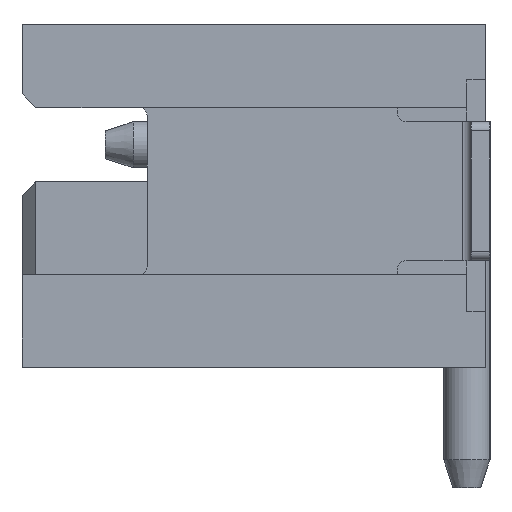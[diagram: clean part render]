
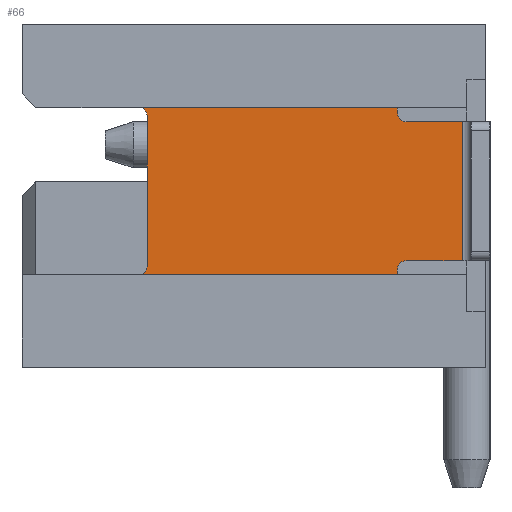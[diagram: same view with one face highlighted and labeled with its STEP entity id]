
A CAD part, left-side view. The second image highlights one B-rep face of the part: STEP entity #66.
In plain terms, the highlighted planar face has unit normal (-1, 0, 0).
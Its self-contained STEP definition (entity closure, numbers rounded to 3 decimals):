
#66 = ADVANCED_FACE ( 'NONE', ( #5517 ), #7329, .T. ) ;
#104 = CARTESIAN_POINT ( 'NONE',  ( -10., 0.95, 0.9 ) ) ;
#350 = VECTOR ( 'NONE', #1875, 1000. ) ;
#355 = VERTEX_POINT ( 'NONE', #1376 ) ;
#441 = LINE ( 'NONE', #9477, #5795 ) ;
#571 = VERTEX_POINT ( 'NONE', #11196 ) ;
#691 = VERTEX_POINT ( 'NONE', #11544 ) ;
#764 = CARTESIAN_POINT ( 'NONE',  ( -10., 0.95, 0.95 ) ) ;
#783 = ORIENTED_EDGE ( 'NONE', *, *, #7570, .T. ) ;
#817 = CARTESIAN_POINT ( 'NONE',  ( -10., 0.95, 0.95 ) ) ;
#838 = ORIENTED_EDGE ( 'NONE', *, *, #4537, .T. ) ;
#882 = CARTESIAN_POINT ( 'NONE',  ( -10., 0.85, 0.8 ) ) ;
#1103 = DIRECTION ( 'NONE',  ( 0., 1., 0. ) ) ;
#1202 = EDGE_CURVE ( 'NONE', #5746, #3053, #2688, .T. ) ;
#1253 = DIRECTION ( 'NONE',  ( 0., 0., 1. ) ) ;
#1340 = EDGE_CURVE ( 'NONE', #6858, #691, #9042, .T. ) ;
#1370 = CARTESIAN_POINT ( 'NONE',  ( -10., 0.85, -0.7 ) ) ;
#1376 = CARTESIAN_POINT ( 'NONE',  ( -10., 0.95, -0.85 ) ) ;
#1527 = ORIENTED_EDGE ( 'NONE', *, *, #11628, .T. ) ;
#1567 = EDGE_CURVE ( 'NONE', #5746, #2203, #10176, .T. ) ;
#1875 = DIRECTION ( 'NONE',  ( 0., 0., -1. ) ) ;
#1903 = VECTOR ( 'NONE', #7851, 1000. ) ;
#2135 = DIRECTION ( 'NONE',  ( 1., 0., 0. ) ) ;
#2203 = VERTEX_POINT ( 'NONE', #5811 ) ;
#2336 = VECTOR ( 'NONE', #8822, 1000. ) ;
#2484 = AXIS2_PLACEMENT_3D ( 'NONE', #4753, #6563, #10366 ) ;
#2580 = LINE ( 'NONE', #764, #2336 ) ;
#2619 = CARTESIAN_POINT ( 'NONE',  ( -10., 0.25, 0.8 ) ) ;
#2668 = EDGE_CURVE ( 'NONE', #5352, #5466, #2580, .T. ) ;
#2688 = LINE ( 'NONE', #6630, #3050 ) ;
#2854 = CARTESIAN_POINT ( 'NONE',  ( -10., 3.65, 0.863 ) ) ;
#2934 = ORIENTED_EDGE ( 'NONE', *, *, #2668, .T. ) ;
#2965 = CARTESIAN_POINT ( 'NONE',  ( -10., 3.75, 0.863 ) ) ;
#3050 = VECTOR ( 'NONE', #1103, 1000. ) ;
#3053 = VERTEX_POINT ( 'NONE', #882 ) ;
#3299 = LINE ( 'NONE', #7002, #8212 ) ;
#3589 = CARTESIAN_POINT ( 'NONE',  ( -10., 0.85, -0.7 ) ) ;
#3641 = ORIENTED_EDGE ( 'NONE', *, *, #10589, .T. ) ;
#3903 = DIRECTION ( 'NONE',  ( 0., -1., 0. ) ) ;
#4385 = VERTEX_POINT ( 'NONE', #104 ) ;
#4451 = VERTEX_POINT ( 'NONE', #9170 ) ;
#4537 = EDGE_CURVE ( 'NONE', #355, #571, #441, .T. ) ;
#4686 = DIRECTION ( 'NONE',  ( 0., -0.5, 0.866 ) ) ;
#4753 = CARTESIAN_POINT ( 'NONE',  ( -10., 0.85, -0.8 ) ) ;
#4961 = LINE ( 'NONE', #11007, #11954 ) ;
#5035 = AXIS2_PLACEMENT_3D ( 'NONE', #2965, #11218, #4686 ) ;
#5222 = ORIENTED_EDGE ( 'NONE', *, *, #1567, .F. ) ;
#5300 = ORIENTED_EDGE ( 'NONE', *, *, #6914, .T. ) ;
#5352 = VERTEX_POINT ( 'NONE', #817 ) ;
#5466 = VERTEX_POINT ( 'NONE', #8517 ) ;
#5517 = FACE_OUTER_BOUND ( 'NONE', #6942, .T. ) ;
#5746 = VERTEX_POINT ( 'NONE', #2619 ) ;
#5794 = VERTEX_POINT ( 'NONE', #3589 ) ;
#5795 = VECTOR ( 'NONE', #11421, 1000. ) ;
#5811 = CARTESIAN_POINT ( 'NONE',  ( -10., 0.25, -0.7 ) ) ;
#5920 = ORIENTED_EDGE ( 'NONE', *, *, #1340, .T. ) ;
#5988 = CIRCLE ( 'NONE', #2484, 0.1 ) ;
#6098 = CARTESIAN_POINT ( 'NONE',  ( -10., 3.65, -0.763 ) ) ;
#6153 = CARTESIAN_POINT ( 'NONE',  ( -10., 0.85, 0.9 ) ) ;
#6483 = CARTESIAN_POINT ( 'NONE',  ( -10., 0.2, 0. ) ) ;
#6563 = DIRECTION ( 'NONE',  ( 1., 0., 0. ) ) ;
#6630 = CARTESIAN_POINT ( 'NONE',  ( -10., 0.25, 0.8 ) ) ;
#6858 = VERTEX_POINT ( 'NONE', #6098 ) ;
#6865 = AXIS2_PLACEMENT_3D ( 'NONE', #6153, #6945, #11496 ) ;
#6901 = EDGE_CURVE ( 'NONE', #3053, #4385, #7246, .T. ) ;
#6914 = EDGE_CURVE ( 'NONE', #4385, #5352, #3299, .T. ) ;
#6942 = EDGE_LOOP ( 'NONE', ( #5222, #8308, #9062, #5300, #2934, #1527, #7785, #5920, #8162, #838, #3641, #783 ) ) ;
#6945 = DIRECTION ( 'NONE',  ( 1., 0., 0. ) ) ;
#7002 = CARTESIAN_POINT ( 'NONE',  ( -10., 0.95, 0.9 ) ) ;
#7246 = CIRCLE ( 'NONE', #6865, 0.1 ) ;
#7329 = PLANE ( 'NONE',  #10588 ) ;
#7570 = EDGE_CURVE ( 'NONE', #5794, #2203, #10704, .T. ) ;
#7647 = DIRECTION ( 'NONE',  ( 0., 0., -1. ) ) ;
#7785 = ORIENTED_EDGE ( 'NONE', *, *, #10661, .T. ) ;
#7851 = DIRECTION ( 'NONE',  ( 0., -1., 0. ) ) ;
#8077 = AXIS2_PLACEMENT_3D ( 'NONE', #9525, #2135, #3903 ) ;
#8162 = ORIENTED_EDGE ( 'NONE', *, *, #8244, .F. ) ;
#8212 = VECTOR ( 'NONE', #1253, 1000. ) ;
#8244 = EDGE_CURVE ( 'NONE', #355, #691, #4961, .T. ) ;
#8308 = ORIENTED_EDGE ( 'NONE', *, *, #1202, .T. ) ;
#8517 = CARTESIAN_POINT ( 'NONE',  ( -10., 3.7, 0.95 ) ) ;
#8822 = DIRECTION ( 'NONE',  ( 0., 1., 0. ) ) ;
#9042 = CIRCLE ( 'NONE', #8077, 0.1 ) ;
#9062 = ORIENTED_EDGE ( 'NONE', *, *, #6901, .T. ) ;
#9170 = CARTESIAN_POINT ( 'NONE',  ( -10., 3.65, 0.863 ) ) ;
#9477 = CARTESIAN_POINT ( 'NONE',  ( -10., 0.95, -0.85 ) ) ;
#9525 = CARTESIAN_POINT ( 'NONE',  ( -10., 3.75, -0.763 ) ) ;
#10176 = LINE ( 'NONE', #11221, #350 ) ;
#10236 = VECTOR ( 'NONE', #7647, 1000. ) ;
#10260 = CIRCLE ( 'NONE', #5035, 0.1 ) ;
#10308 = LINE ( 'NONE', #2854, #10236 ) ;
#10366 = DIRECTION ( 'NONE',  ( 0., 1., 0. ) ) ;
#10588 = AXIS2_PLACEMENT_3D ( 'NONE', #6483, #11038, #10966 ) ;
#10589 = EDGE_CURVE ( 'NONE', #571, #5794, #5988, .T. ) ;
#10661 = EDGE_CURVE ( 'NONE', #4451, #6858, #10308, .T. ) ;
#10704 = LINE ( 'NONE', #1370, #1903 ) ;
#10966 = DIRECTION ( 'NONE',  ( 0., 0., 1. ) ) ;
#11007 = CARTESIAN_POINT ( 'NONE',  ( -10., 0.95, -0.85 ) ) ;
#11038 = DIRECTION ( 'NONE',  ( -1., 0., 0. ) ) ;
#11196 = CARTESIAN_POINT ( 'NONE',  ( -10., 0.95, -0.8 ) ) ;
#11218 = DIRECTION ( 'NONE',  ( 1., 0., 0. ) ) ;
#11221 = CARTESIAN_POINT ( 'NONE',  ( -10., 0.25, 0.8 ) ) ;
#11421 = DIRECTION ( 'NONE',  ( 0., 0., 1. ) ) ;
#11496 = DIRECTION ( 'NONE',  ( 0., 0., -1. ) ) ;
#11544 = CARTESIAN_POINT ( 'NONE',  ( -10., 3.7, -0.85 ) ) ;
#11628 = EDGE_CURVE ( 'NONE', #5466, #4451, #10260, .T. ) ;
#11907 = DIRECTION ( 'NONE',  ( 0., 1., 0. ) ) ;
#11954 = VECTOR ( 'NONE', #11907, 1000. ) ;
